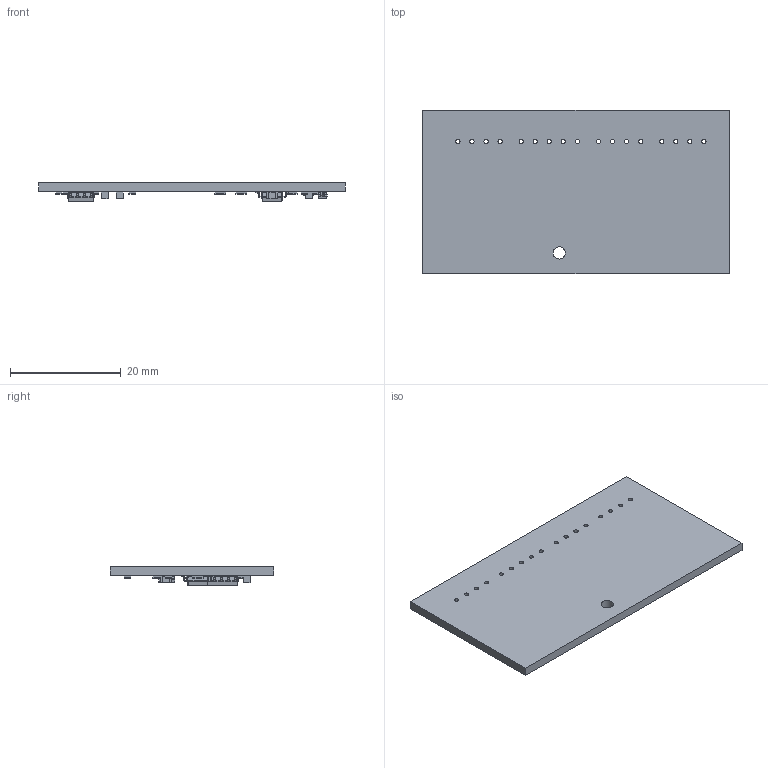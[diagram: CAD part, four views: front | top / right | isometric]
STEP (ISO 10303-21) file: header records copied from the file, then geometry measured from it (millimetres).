
FILE_DESCRIPTION(('KiCad electronic assembly'),'2;1');
FILE_NAME('SignalShunt.stp','2018-06-03T02:59:03',('An Author'),( 'A Company'),'Open CASCADE STEP processor 6.8', 'KiCad to STEP converter','Unknown');
FILE_SCHEMA(('AUTOMOTIVE_DESIGN_CC2 { 1 2 10303 214 -1 1 5 4 }'));
Length unit declared in the file: millimetre
Products named in the file (14): Open CASCADE STEP translator 6.8 1; R_0805_2012Metric; SOLID; C_0805_2012Metric; SOIC-8_3.9x4.9mm_P1.27mm; SOT-23; D_SOD-123; SOIC-14_3.9x8.7mm_P1.27mm; COMPOUND
Assembly tree (26 placements, depth 3):
  Open CASCADE STEP translator 6.8 1
    R_0805_2012Metric  x11
      SOLID
    C_0805_2012Metric  x4
      SOLID
    SOIC-8_3.9x4.9mm_P1.27mm
      SOLID
    SOT-23
      SOLID
    D_SOD-123
      SOLID
    SOIC-14_3.9x8.7mm_P1.27mm
      SOLID
    COMPOUND
Bounding box: 55.37 x 29.46 x 3.4 mm (x, y, z)
Volume: 2708.4 mm3; surface area: 3974.5 mm2
Topology: 20 solids, 20 shells, 967 faces, 2490 edges, 1574 vertices
Faces by surface type: plane 580, cylinder 264, bspline 123
Full cylindrical faces by diameter (mm): 0.6 x2, 0.762 x17, 2.2 x1
Entity records: 62950 total; most frequent: CARTESIAN_POINT 28517, DIRECTION 4919, ORIENTED_EDGE 3188, PCURVE 3188, DEFINITIONAL_REPRESENTATION 3188, LINE 3142, VECTOR 3142, EDGE_CURVE 1594
